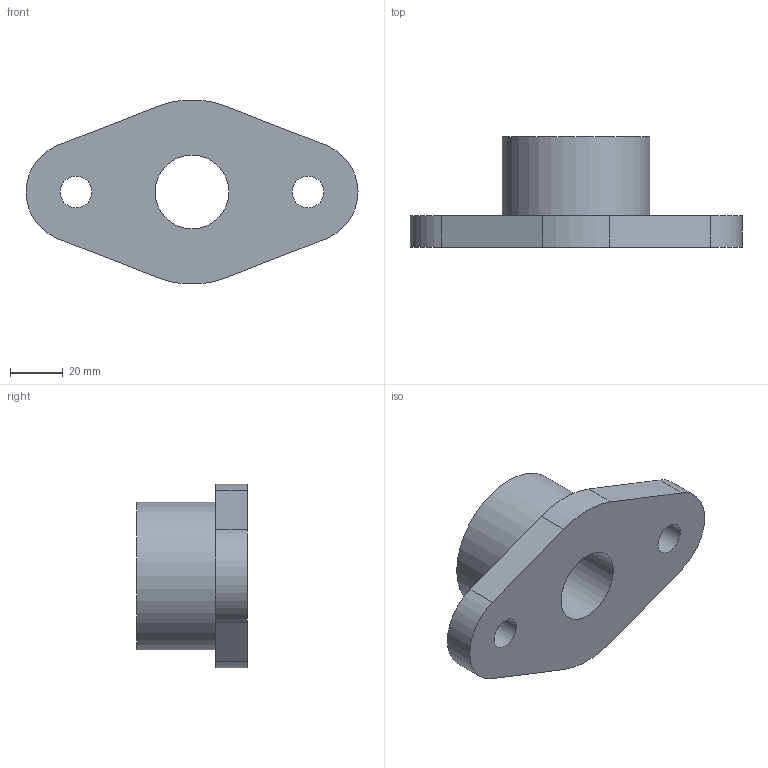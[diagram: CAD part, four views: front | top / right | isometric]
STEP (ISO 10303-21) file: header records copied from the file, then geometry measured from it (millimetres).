
FILE_DESCRIPTION (( 'STEP AP214' ), '1' );
FILE_NAME ('Gland.STEP', '2025-02-18T17:59:34', ( '' ), ( '' ), 'SwSTEP 2.0', 'SolidWorks 2025', '' );
FILE_SCHEMA (( 'AUTOMOTIVE_DESIGN' ));
Length unit declared in the file: millimetre
Products named in the file (1): Gland
Bounding box: 126 x 42 x 69.81 mm (x, y, z)
Volume: 113125.1 mm3; surface area: 23861.7 mm2
Topology: 1 solids, 1 shells, 15 faces, 38 edges, 25 vertices
Faces by surface type: cylinder 8, plane 6, cone 1
Full cylindrical faces by diameter (mm): 12 x2, 28 x1, 56 x1
Entity records: 461 total; most frequent: DIRECTION 80, CARTESIAN_POINT 72, ORIENTED_EDGE 64, AXIS2_PLACEMENT_3D 32, EDGE_CURVE 32, EDGE_LOOP 26, VERTEX_POINT 24, FACE_OUTER_BOUND 19
